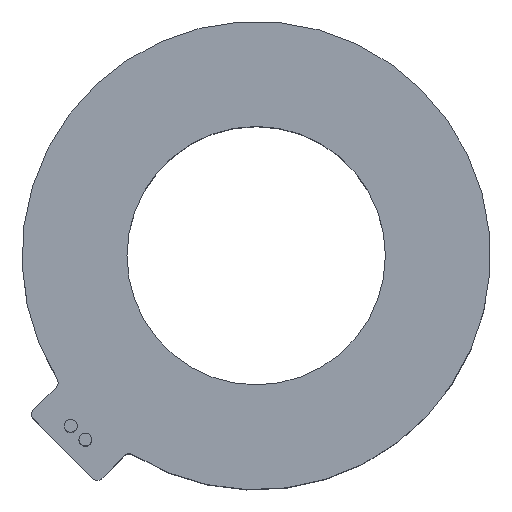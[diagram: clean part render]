
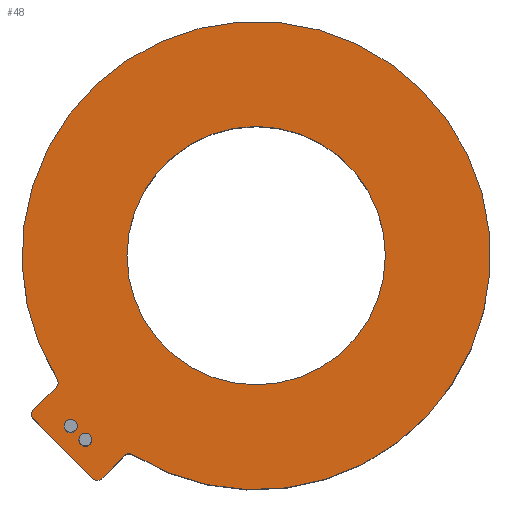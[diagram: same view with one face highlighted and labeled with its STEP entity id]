
A CAD part, top view. The second image highlights one B-rep face of the part: STEP entity #48.
In plain terms, the highlighted planar face has unit normal (0, 0, 1).
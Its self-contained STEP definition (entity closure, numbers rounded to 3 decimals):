
#48=ADVANCED_FACE('',(#1002,#1004,#1006,#1008),#1010,.T.);
#1002=FACE_BOUND('',#1003,.T.);
#1003=EDGE_LOOP('',(#1756,#1757,#1758,#1759,#1760,#1761,#1762,#1763));
#1004=FACE_BOUND('',#1005,.T.);
#1005=EDGE_LOOP('',(#1764));
#1006=FACE_BOUND('',#1007,.T.);
#1007=EDGE_LOOP('',(#1765));
#1008=FACE_BOUND('',#1009,.T.);
#1009=EDGE_LOOP('',(#1766));
#1010=PLANE('',#1011);
#1011=AXIS2_PLACEMENT_3D('',#1012,#1013,#1014);
#1012=CARTESIAN_POINT('',(0.,0.,65.));
#1013=DIRECTION('',(0.,0.,1.));
#1014=DIRECTION('',(-1.,0.,0.));
#1756=ORIENTED_EDGE('',*,*,#2356,.T.);
#1757=ORIENTED_EDGE('',*,*,#2357,.T.);
#1758=ORIENTED_EDGE('',*,*,#2358,.T.);
#1759=ORIENTED_EDGE('',*,*,#2359,.T.);
#1760=ORIENTED_EDGE('',*,*,#2360,.T.);
#1761=ORIENTED_EDGE('',*,*,#2361,.T.);
#1762=ORIENTED_EDGE('',*,*,#2362,.T.);
#1763=ORIENTED_EDGE('',*,*,#2363,.T.);
#1764=ORIENTED_EDGE('',*,*,#2364,.F.);
#1765=ORIENTED_EDGE('',*,*,#2365,.F.);
#1766=ORIENTED_EDGE('',*,*,#2366,.T.);
#2356=EDGE_CURVE('',#2626,#2627,#2628,.T.);
#2357=EDGE_CURVE('',#2627,#2629,#2630,.T.);
#2358=EDGE_CURVE('',#2629,#2631,#2632,.T.);
#2359=EDGE_CURVE('',#2631,#2633,#2634,.T.);
#2360=EDGE_CURVE('',#2633,#2635,#2636,.T.);
#2361=EDGE_CURVE('',#2635,#2637,#2638,.T.);
#2362=EDGE_CURVE('',#2637,#2639,#2640,.T.);
#2363=EDGE_CURVE('',#2639,#2626,#2641,.T.);
#2364=EDGE_CURVE('',#2642,#2642,#2643,.T.);
#2365=EDGE_CURVE('',#2644,#2644,#2645,.T.);
#2366=EDGE_CURVE('',#2646,#2646,#2647,.F.);
#2626=VERTEX_POINT('',#3076);
#2627=VERTEX_POINT('',#3077);
#2628=LINE('',#3078,#3079);
#2629=VERTEX_POINT('',#3081);
#2630=CIRCLE('',#3082,2.);
#2631=VERTEX_POINT('',#3086);
#2632=LINE('',#3087,#3088);
#2633=VERTEX_POINT('',#3090);
#2634=CIRCLE('',#3091,2.);
#2635=VERTEX_POINT('',#3095);
#2636=CIRCLE('',#3096,72.5);
#2637=VERTEX_POINT('',#3100);
#2638=CIRCLE('',#3101,2.);
#2639=VERTEX_POINT('',#3105);
#2640=LINE('',#3106,#3107);
#2641=CIRCLE('',#3109,2.);
#2642=VERTEX_POINT('',#3113);
#2643=CIRCLE('',#3114,2.);
#2644=VERTEX_POINT('',#3118);
#2645=CIRCLE('',#3119,2.);
#2646=VERTEX_POINT('',#3123);
#2647=CIRCLE('',#3124,40.);
#3076=CARTESIAN_POINT('',(-68.943,-50.558,65.));
#3077=CARTESIAN_POINT('',(-50.558,-68.943,65.));
#3078=CARTESIAN_POINT('',(-68.943,-50.558,65.));
#3079=VECTOR('',#3080,1.);
#3080=DIRECTION('',(0.707,-0.707,0.));
#3081=CARTESIAN_POINT('',(-47.73,-68.943,65.));
#3082=AXIS2_PLACEMENT_3D('',#3083,#3084,#3085);
#3083=CARTESIAN_POINT('',(-49.144,-67.529,65.));
#3084=DIRECTION('',(0.,0.,1.));
#3085=DIRECTION('',(-0.707,-0.707,0.));
#3086=CARTESIAN_POINT('',(-40.683,-61.896,65.));
#3087=CARTESIAN_POINT('',(-47.73,-68.943,65.));
#3088=VECTOR('',#3089,1.);
#3089=DIRECTION('',(0.707,0.707,0.));
#3090=CARTESIAN_POINT('',(-38.215,-61.611,65.));
#3091=AXIS2_PLACEMENT_3D('',#3092,#3093,#3094);
#3092=CARTESIAN_POINT('',(-39.269,-63.31,65.));
#3093=DIRECTION('',(0.,0.,-1.));
#3094=DIRECTION('',(-0.707,0.707,0.));
#3095=CARTESIAN_POINT('',(-61.611,-38.215,65.));
#3096=AXIS2_PLACEMENT_3D('',#3097,#3098,#3099);
#3097=CARTESIAN_POINT('',(0.,0.,65.));
#3098=DIRECTION('',(0.,0.,1.));
#3099=DIRECTION('',(-0.527,-0.85,0.));
#3100=CARTESIAN_POINT('',(-61.896,-40.683,65.));
#3101=AXIS2_PLACEMENT_3D('',#3102,#3103,#3104);
#3102=CARTESIAN_POINT('',(-63.31,-39.269,65.));
#3103=DIRECTION('',(0.,0.,-1.));
#3104=DIRECTION('',(0.85,0.527,0.));
#3105=CARTESIAN_POINT('',(-68.943,-47.73,65.));
#3106=CARTESIAN_POINT('',(-61.896,-40.683,65.));
#3107=VECTOR('',#3108,1.);
#3108=DIRECTION('',(-0.707,-0.707,0.));
#3109=AXIS2_PLACEMENT_3D('',#3110,#3111,#3112);
#3110=CARTESIAN_POINT('',(-67.529,-49.144,65.));
#3111=DIRECTION('',(0.,0.,1.));
#3112=DIRECTION('',(-0.707,0.707,0.));
#3113=CARTESIAN_POINT('',(-52.868,-55.083,65.));
#3114=AXIS2_PLACEMENT_3D('',#3115,#3116,#3117);
#3115=CARTESIAN_POINT('',(-52.868,-57.083,65.));
#3116=DIRECTION('',(0.,0.,1.));
#3117=DIRECTION('',(0.,1.,0.));
#3118=CARTESIAN_POINT('',(-57.433,-50.875,65.));
#3119=AXIS2_PLACEMENT_3D('',#3120,#3121,#3122);
#3120=CARTESIAN_POINT('',(-57.433,-52.875,65.));
#3121=DIRECTION('',(0.,0.,1.));
#3122=DIRECTION('',(0.,1.,0.));
#3123=CARTESIAN_POINT('',(-40.,0.,65.));
#3124=AXIS2_PLACEMENT_3D('',#3125,#3126,#3127);
#3125=CARTESIAN_POINT('',(0.,0.,65.));
#3126=DIRECTION('',(0.,0.,1.));
#3127=DIRECTION('',(-1.,0.,0.));
